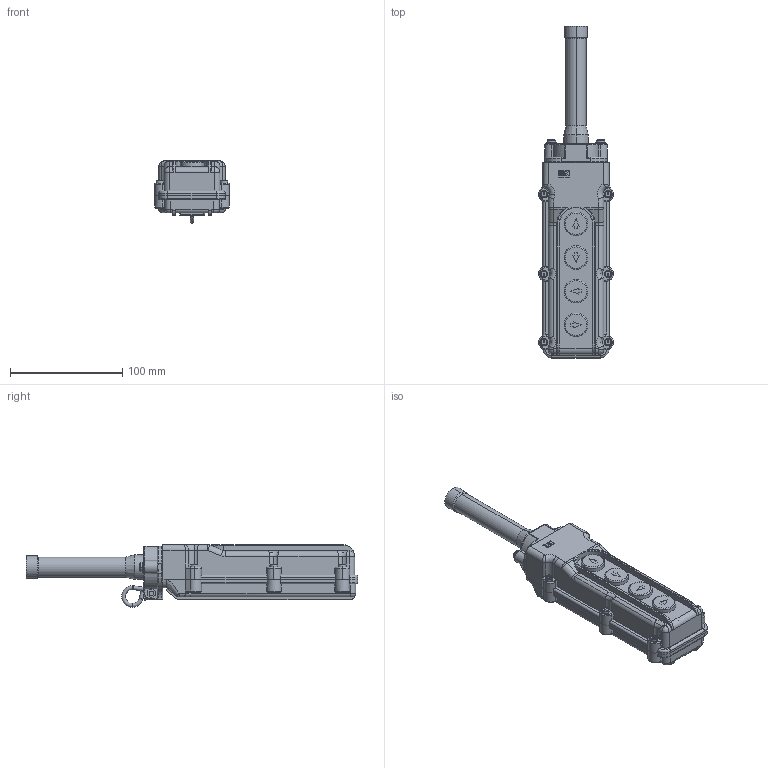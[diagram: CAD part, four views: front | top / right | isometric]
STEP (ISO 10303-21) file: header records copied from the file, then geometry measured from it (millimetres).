
FILE_DESCRIPTION (( 'STEP AP214' ), '1' );
FILE_NAME ('BPU10-4 Ïóëüò óïðàâëåíèÿ ÏÊÒ-62 íà 4 êíîïîê IP54 ÈÝÊ.STEP', '2017-11-07T11:32:02', ( '' ), ( '' ), 'SwSTEP 2.0', 'SolidWorks 2014', '' );
FILE_SCHEMA (( 'AUTOMOTIVE_DESIGN' ));
Length unit declared in the file: millimetre
Products named in the file (1): BPU10-4 Ïóëüò óïðàâëåíèÿ ÏÊÒ-62 íà 4 êíîïîê IP54 ÈÝÊ
Bounding box: 66.5 x 296 x 55.78 mm (x, y, z)
Volume: 286215.2 mm3; surface area: 110464.7 mm2
Topology: 3 solids, 5 shells, 974 faces, 2498 edges, 1584 vertices
Faces by surface type: plane 537, cylinder 307, torus 108, bspline 12, sphere 6, cone 4
Entity records: 30592 total; most frequent: CARTESIAN_POINT 6599, DIRECTION 5035, ORIENTED_EDGE 4972, EDGE_CURVE 2486, AXIS2_PLACEMENT_3D 1705, VECTOR 1625, LINE 1625, VERTEX_POINT 1584
